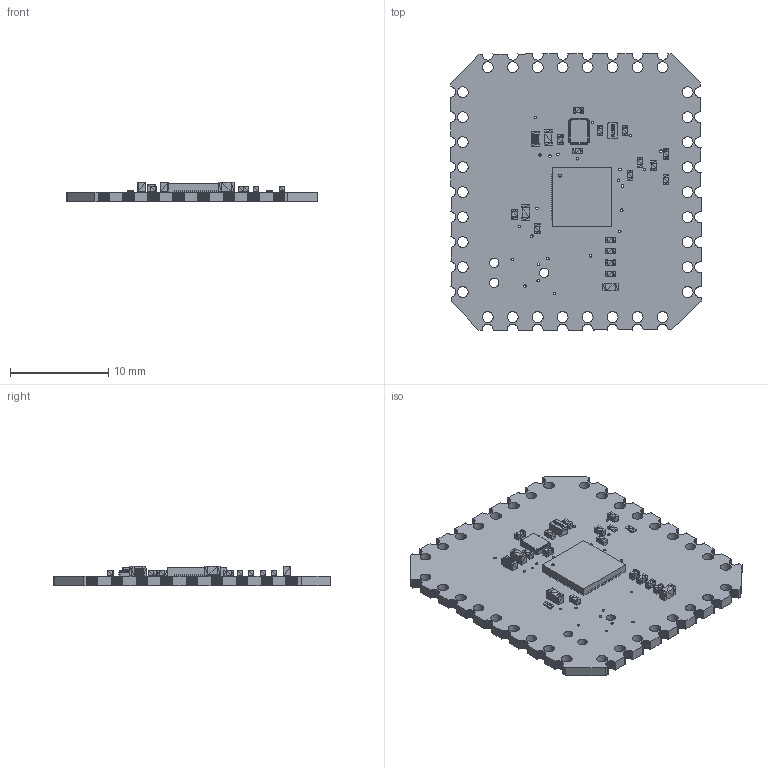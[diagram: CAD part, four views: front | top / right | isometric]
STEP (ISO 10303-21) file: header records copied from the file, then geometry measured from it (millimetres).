
FILE_DESCRIPTION(('for SolidWorks'),'2;1');
FILE_NAME('STM32large.step','2014-11-24T00:49:16',( 'Chris Hamilton'),(''),'Open CASCADE STEP processor 6.6','Diptrace', 'Unknown');
FILE_SCHEMA(('AUTOMOTIVE_DESIGN { 1 0 10303 214 1 1 1 1 }'));
Length unit declared in the file: millimetre
Products named in the file (9): PCB; Board; Model_2; Model_4; Model_6; cap_0402; cap_0603; ind_0603; res_0402
Assembly tree (24 placements, depth 2):
  PCB
    Board
    Model_2
    Model_4
    Model_6
    cap_0402  x13
    cap_0603  x3
    ind_0603
    res_0402  x3
Bounding box: 25.55 x 28.21 x 2.01 mm (x, y, z)
Volume: 638.9 mm3; surface area: 1789.8 mm2
Topology: 1 solids, 26 shells, 3964 faces, 7900 edges, 3999 vertices
Faces by surface type: plane 3640, cylinder 193, bspline 131
Full cylindrical faces by diameter (mm): 0.254 x24, 0.33 x49, 0.95 x3, 1.1 x34
Entity records: 65515 total; most frequent: CARTESIAN_POINT 11341, ORIENTED_EDGE 9840, DIRECTION 8679, EDGE_CURVE 4920, LINE 4159, VECTOR 4159, VERTEX_POINT 2975, AXIS2_PLACEMENT_3D 2260
